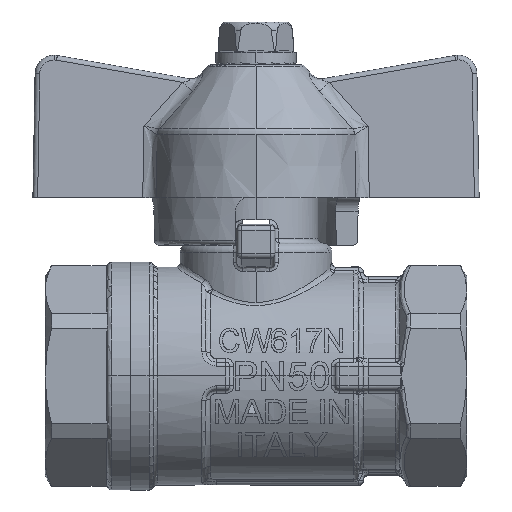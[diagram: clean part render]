
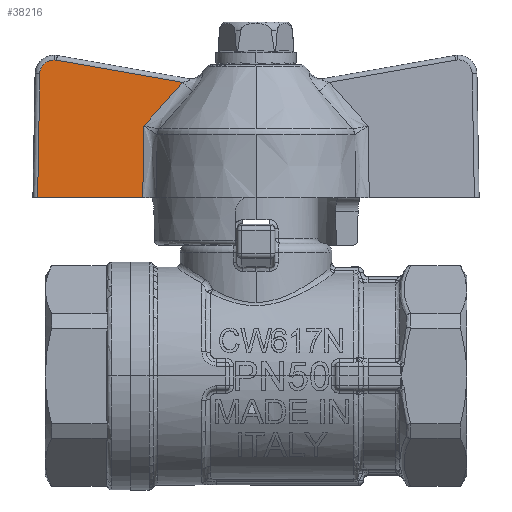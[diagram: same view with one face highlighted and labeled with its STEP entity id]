
A CAD part, top view. The second image highlights one B-rep face of the part: STEP entity #38216.
In plain terms, the highlighted planar face has unit normal (0, 0.018, 1).
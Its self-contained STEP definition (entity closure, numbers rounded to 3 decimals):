
#310 = CARTESIAN_POINT ( 'NONE',  ( -11.86, 23.821, 2.162 ) ) ;
#1234 = CARTESIAN_POINT ( 'NONE',  ( -22.618, 32.473, 2.011 ) ) ;
#1391 = CARTESIAN_POINT ( 'NONE',  ( -22.397, 32.807, 2.006 ) ) ;
#1526 = CARTESIAN_POINT ( 'NONE',  ( -21.367, 33.309, 1.997 ) ) ;
#1576 = CARTESIAN_POINT ( 'NONE',  ( -21.185, 33.309, 1.997 ) ) ;
#2271 = CARTESIAN_POINT ( 'NONE',  ( -21.012, 33.286, 1.997 ) ) ;
#2809 = CARTESIAN_POINT ( 'NONE',  ( -16.584, 32.505, 2.011 ) ) ;
#2918 = CARTESIAN_POINT ( 'NONE',  ( -8.368, 30.243, 2.05 ) ) ;
#3027 = ORIENTED_EDGE ( 'NONE', *, *, #36309, .T. ) ;
#3199 = CARTESIAN_POINT ( 'NONE',  ( -9.823, 28.613, 2.079 ) ) ;
#4650 = CARTESIAN_POINT ( 'NONE',  ( -21.796, 33.215, 1.998 ) ) ;
#5909 = VERTEX_POINT ( 'NONE', #29206 ) ;
#6177 = CARTESIAN_POINT ( 'NONE',  ( -9.796, 28.643, 2.078 ) ) ;
#6609 = CARTESIAN_POINT ( 'NONE',  ( -11.441, 26.774, 2.111 ) ) ;
#6831 = CARTESIAN_POINT ( 'NONE',  ( -7.727, 30.943, 2.038 ) ) ;
#8970 = EDGE_CURVE ( 'NONE', #28219, #42460, #12754, .T. ) ;
#9025 = FACE_OUTER_BOUND ( 'NONE', #39162, .T. ) ;
#10579 = EDGE_CURVE ( 'NONE', #32426, #21042, #22980, .T. ) ;
#11615 = ORIENTED_EDGE ( 'NONE', *, *, #29701, .T. ) ;
#11853 = CARTESIAN_POINT ( 'NONE',  ( -21.273, 33.309, 1.997 ) ) ;
#12340 = CARTESIAN_POINT ( 'NONE',  ( -12.155, 31.724, 2.024 ) ) ;
#12641 = B_SPLINE_CURVE_WITH_KNOTS ( 'NONE', 3,
 ( #35657, #32276, #1576, #11853 ),
 .UNSPECIFIED., .F., .F.,
 ( 4, 4 ),
 ( 0., 1. ),
 .UNSPECIFIED. ) ;
#12754 = B_SPLINE_CURVE_WITH_KNOTS ( 'NONE', 3,
 ( #35867, #12340, #2809, #19366 ),
 .UNSPECIFIED., .F., .F.,
 ( 4, 4 ),
 ( 0., 1. ),
 .UNSPECIFIED. ) ;
#13028 = CARTESIAN_POINT ( 'NONE',  ( -10.897, 27.396, 2.1 ) ) ;
#13394 = EDGE_CURVE ( 'NONE', #42460, #5909, #12641, .T. ) ;
#13762 = CARTESIAN_POINT ( 'NONE',  ( -11.924, 18.8, 2.25 ) ) ;
#14073 = EDGE_CURVE ( 'NONE', #32426, #35084, #22499, .T. ) ;
#14420 = ORIENTED_EDGE ( 'NONE', *, *, #14073, .T. ) ;
#14860 = CARTESIAN_POINT ( 'NONE',  ( -21.664, 33.258, 1.998 ) ) ;
#15133 = B_SPLINE_CURVE_WITH_KNOTS ( 'NONE', 3,
 ( #41661, #1526, #24458, #14860, #38420, #18112, #4650, #41800, #27845, #1391, #21665, #21382, #1234, #17677, #24595, #34903, #41228, #34618 ),
 .UNSPECIFIED., .F., .F.,
 ( 4, 1, 1, 2, 2, 2, 1, 1, 2, 2, 4 ),
 ( 0., 0.125, 0.188, 0.219, 0.25, 0.5, 0.625, 0.687, 0.719, 0.75, 1. ),
 .UNSPECIFIED. ) ;
#15295 = VERTEX_POINT ( 'NONE', #24949 ) ;
#16102 = CARTESIAN_POINT ( 'NONE',  ( -9.8, 28.639, 2.078 ) ) ;
#16786 = ORIENTED_EDGE ( 'NONE', *, *, #42519, .T. ) ;
#17150 = CARTESIAN_POINT ( 'NONE',  ( -15.616, 18.8, 2.25 ) ) ;
#17677 = CARTESIAN_POINT ( 'NONE',  ( -22.64, 32.427, 2.012 ) ) ;
#18112 = CARTESIAN_POINT ( 'NONE',  ( -21.775, 33.222, 1.998 ) ) ;
#19084 = CARTESIAN_POINT ( 'NONE',  ( -23.5, 18.8, 2.25 ) ) ;
#19366 = CARTESIAN_POINT ( 'NONE',  ( -21.012, 33.286, 1.997 ) ) ;
#19369 = DIRECTION ( 'NONE',  ( 0., 0.017, 1. ) ) ;
#19728 = CARTESIAN_POINT ( 'NONE',  ( -23., 18.8, 2.25 ) ) ;
#19878 = CARTESIAN_POINT ( 'NONE',  ( -22.773, 31.835, 2.022 ) ) ;
#19951 = CARTESIAN_POINT ( 'NONE',  ( -23., 18.8, 2.25 ) ) ;
#19953 = CARTESIAN_POINT ( 'NONE',  ( -23., 18.8, 2.25 ) ) ;
#20316 = ORIENTED_EDGE ( 'NONE', *, *, #13394, .T. ) ;
#20405 = CARTESIAN_POINT ( 'NONE',  ( -19.308, 18.8, 2.25 ) ) ;
#21042 = VERTEX_POINT ( 'NONE', #19951 ) ;
#21382 = CARTESIAN_POINT ( 'NONE',  ( -22.584, 32.541, 2.01 ) ) ;
#21665 = CARTESIAN_POINT ( 'NONE',  ( -22.494, 32.691, 2.008 ) ) ;
#22499 = B_SPLINE_CURVE_WITH_KNOTS ( 'NONE', 3,
 ( #37181, #26870, #310, #27168 ),
 .UNSPECIFIED., .F., .F.,
 ( 4, 4 ),
 ( 0., 1. ),
 .UNSPECIFIED. ) ;
#22631 = DIRECTION ( 'NONE',  ( 1., 0., 0. ) ) ;
#22980 = B_SPLINE_CURVE_WITH_KNOTS ( 'NONE', 3,
 ( #13762, #17150, #20405, #19953 ),
 .UNSPECIFIED., .F., .F.,
 ( 4, 4 ),
 ( 0., 1. ),
 .UNSPECIFIED. ) ;
#23035 = CARTESIAN_POINT ( 'NONE',  ( -10.323, 28.047, 2.089 ) ) ;
#23129 = ORIENTED_EDGE ( 'NONE', *, *, #10579, .F. ) ;
#23314 = CARTESIAN_POINT ( 'NONE',  ( -10.052, 28.354, 2.083 ) ) ;
#24458 = CARTESIAN_POINT ( 'NONE',  ( -21.506, 33.296, 1.997 ) ) ;
#24595 = CARTESIAN_POINT ( 'NONE',  ( -22.651, 32.402, 2.013 ) ) ;
#24949 = CARTESIAN_POINT ( 'NONE',  ( -22.773, 31.835, 2.022 ) ) ;
#26390 = CARTESIAN_POINT ( 'NONE',  ( -7.727, 30.943, 2.038 ) ) ;
#26870 = CARTESIAN_POINT ( 'NONE',  ( -11.892, 21.31, 2.206 ) ) ;
#27168 = CARTESIAN_POINT ( 'NONE',  ( -11.827, 26.331, 2.119 ) ) ;
#27845 = CARTESIAN_POINT ( 'NONE',  ( -22.178, 33.022, 2.002 ) ) ;
#28219 = VERTEX_POINT ( 'NONE', #6831 ) ;
#28264 = ORIENTED_EDGE ( 'NONE', *, *, #8970, .T. ) ;
#29206 = CARTESIAN_POINT ( 'NONE',  ( -21.273, 33.309, 1.997 ) ) ;
#29211 = CARTESIAN_POINT ( 'NONE',  ( -11.924, 18.8, 2.25 ) ) ;
#29550 = PLANE ( 'NONE',  #30506 ) ;
#29701 = EDGE_CURVE ( 'NONE', #5909, #15295, #15133, .T. ) ;
#30506 = AXIS2_PLACEMENT_3D ( 'NONE', #19084, #19369, #22631 ) ;
#32276 = CARTESIAN_POINT ( 'NONE',  ( -21.098, 33.301, 1.997 ) ) ;
#32426 = VERTEX_POINT ( 'NONE', #29211 ) ;
#32887 = CARTESIAN_POINT ( 'NONE',  ( -9.92, 28.503, 2.081 ) ) ;
#33240 = B_SPLINE_CURVE_WITH_KNOTS ( 'NONE', 3,
 ( #39814, #6609, #13028, #23035, #23314, #32887, #40246, #3199, #33318, #16102, #6177, #40097, #2918, #26390 ),
 .UNSPECIFIED., .F., .F.,
 ( 4, 1, 1, 1, 1, 1, 1, 2, 2, 4 ),
 ( 0., 0.25, 0.375, 0.437, 0.469, 0.484, 0.492, 0.496, 0.5, 1. ),
 .UNSPECIFIED. ) ;
#33318 = CARTESIAN_POINT ( 'NONE',  ( -9.809, 28.629, 2.078 ) ) ;
#34618 = CARTESIAN_POINT ( 'NONE',  ( -22.773, 31.835, 2.022 ) ) ;
#34903 = CARTESIAN_POINT ( 'NONE',  ( -22.732, 32.205, 2.016 ) ) ;
#35084 = VERTEX_POINT ( 'NONE', #40252 ) ;
#35657 = CARTESIAN_POINT ( 'NONE',  ( -21.012, 33.286, 1.997 ) ) ;
#35867 = CARTESIAN_POINT ( 'NONE',  ( -7.727, 30.943, 2.038 ) ) ;
#36309 = EDGE_CURVE ( 'NONE', #35084, #28219, #33240, .T. ) ;
#36349 = CARTESIAN_POINT ( 'NONE',  ( -22.924, 23.145, 2.174 ) ) ;
#36506 = B_SPLINE_CURVE_WITH_KNOTS ( 'NONE', 3,
 ( #19878, #36786, #36349, #19728 ),
 .UNSPECIFIED., .F., .F.,
 ( 4, 4 ),
 ( 0., 1. ),
 .UNSPECIFIED. ) ;
#36786 = CARTESIAN_POINT ( 'NONE',  ( -22.848, 27.49, 2.098 ) ) ;
#37181 = CARTESIAN_POINT ( 'NONE',  ( -11.924, 18.8, 2.25 ) ) ;
#38216 = ADVANCED_FACE ( 'NONE', ( #9025 ), #29550, .T. ) ;
#38420 = CARTESIAN_POINT ( 'NONE',  ( -21.731, 33.237, 1.998 ) ) ;
#39162 = EDGE_LOOP ( 'NONE', ( #16786, #23129, #14420, #3027, #28264, #20316, #11615 ) ) ;
#39814 = CARTESIAN_POINT ( 'NONE',  ( -11.827, 26.331, 2.119 ) ) ;
#40097 = CARTESIAN_POINT ( 'NONE',  ( -9.056, 29.478, 2.064 ) ) ;
#40246 = CARTESIAN_POINT ( 'NONE',  ( -9.855, 28.577, 2.079 ) ) ;
#40252 = CARTESIAN_POINT ( 'NONE',  ( -11.827, 26.331, 2.119 ) ) ;
#41228 = CARTESIAN_POINT ( 'NONE',  ( -22.769, 32.024, 2.019 ) ) ;
#41661 = CARTESIAN_POINT ( 'NONE',  ( -21.273, 33.309, 1.997 ) ) ;
#41800 = CARTESIAN_POINT ( 'NONE',  ( -22.01, 33.131, 2. ) ) ;
#42460 = VERTEX_POINT ( 'NONE', #2271 ) ;
#42519 = EDGE_CURVE ( 'NONE', #15295, #21042, #36506, .T. ) ;
